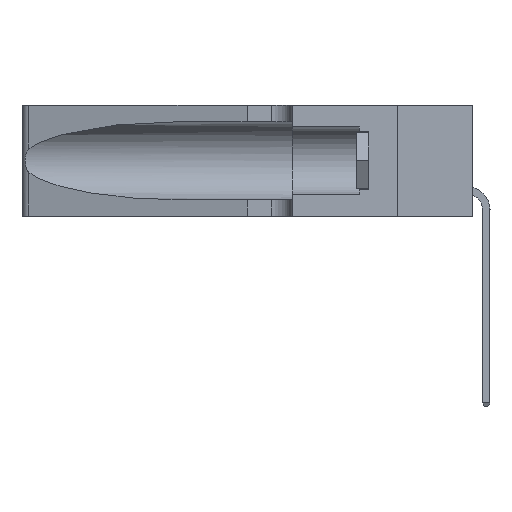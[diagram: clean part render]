
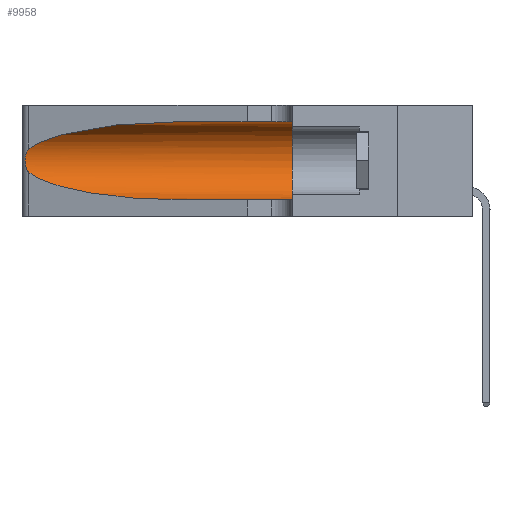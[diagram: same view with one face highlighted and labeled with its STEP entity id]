
A CAD part, left-side view. The second image highlights one B-rep face of the part: STEP entity #9958.
In plain terms, the highlighted cylindrical face has radius 3.308 mm (diameter 6.617 mm), a partial arc.
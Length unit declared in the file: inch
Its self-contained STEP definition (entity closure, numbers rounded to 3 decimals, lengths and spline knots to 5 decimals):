
#1299 = CARTESIAN_POINT ( 'NONE',  ( 0.1305, 0.35, 0.31525 ) ) ;
#1552 = ORIENTED_EDGE ( 'NONE', *, *, #6231, .T. ) ;
#1648 = CIRCLE ( 'NONE', #28810, 0.13025 ) ;
#1684 = VERTEX_POINT ( 'NONE', #10809 ) ;
#2006 = EDGE_CURVE ( 'NONE', #21000, #17678, #18703, .T. ) ;
#2302 = CARTESIAN_POINT ( 'NONE',  ( 0.1305, 1.61858, 0.05475 ) ) ;
#2316 = ORIENTED_EDGE ( 'NONE', *, *, #8509, .F. ) ;
#2851 = DIRECTION ( 'NONE',  ( 0., 0., 1. ) ) ;
#3249 = DIRECTION ( 'NONE',  ( 0., 1., 0. ) ) ;
#3628 = VERTEX_POINT ( 'NONE', #24193 ) ;
#3873 = DIRECTION ( 'NONE',  ( 0., -1., 0. ) ) ;
#4354 = CARTESIAN_POINT ( 'NONE',  ( 0.25787, 1.23484, 0.2124 ) ) ;
#4449 = CARTESIAN_POINT ( 'NONE',  ( 0.26075, 1.23896, 0.19203 ) ) ;
#4657 = CARTESIAN_POINT ( 'NONE',  ( 0.25639, 1.23186, 0.15144 ) ) ;
#5575 = CARTESIAN_POINT ( 'NONE',  ( 0.1305, 0.72297, 0.05475 ) ) ;
#5793 = AXIS2_PLACEMENT_3D ( 'NONE', #26913, #3873, #24976 ) ;
#5794 = CARTESIAN_POINT ( 'NONE',  ( 0.25487, 1.22718, 0.14631 ) ) ;
#5927 = VERTEX_POINT ( 'NONE', #1299 ) ;
#6100 = CARTESIAN_POINT ( 'NONE',  ( 0.2373, 1.15595, 0.08982 ) ) ;
#6231 = EDGE_CURVE ( 'NONE', #17678, #1684, #29907, .T. ) ;
#6814 = CARTESIAN_POINT ( 'NONE',  ( 0.25555, 1.22993, 0.14849 ) ) ;
#7004 = DIRECTION ( 'NONE',  ( 0., -1., 0. ) ) ;
#7106 = FACE_OUTER_BOUND ( 'NONE', #17197, .T. ) ;
#7116 = VERTEX_POINT ( 'NONE', #21790 ) ;
#8461 = EDGE_CURVE ( 'NONE', #7116, #5927, #20214, .T. ) ;
#8509 = EDGE_CURVE ( 'NONE', #5927, #1684, #1648, .T. ) ;
#8810 = CARTESIAN_POINT ( 'NONE',  ( 0.1305, 0.72297, 0.31525 ) ) ;
#8922 = EDGE_CURVE ( 'NONE', #3628, #21000, #12897, .T. ) ;
#9346 = CARTESIAN_POINT ( 'NONE',  ( 0.25487, 1.22718, 0.22369 ) ) ;
#9958 = ADVANCED_FACE ( 'NONE', ( #7106 ), #27478, .F. ) ;
#10809 = CARTESIAN_POINT ( 'NONE',  ( 0.1305, 0.35, 0.05475 ) ) ;
#11328 = VECTOR ( 'NONE', #7004, 39.37008 ) ;
#12897 = B_SPLINE_CURVE_WITH_KNOTS ( 'NONE', 3,
 ( #9346, #27769, #25661, #4354, #16153, #13996, #4449, #22999, #23104, #18691, #29997, #4657, #6814, #25455 ),
 .UNSPECIFIED., .F., .F.,
 ( 4, 2, 2, 2, 2, 2, 4 ),
 ( 0., 0.00027, 0.00053, 0.00107, 0.0016, 0.00187, 0.00214 ),
 .UNSPECIFIED. ) ;
#13105 = CARTESIAN_POINT ( 'NONE',  ( 0.1305, 0.72297, 0.05475 ) ) ;
#13358 = CARTESIAN_POINT ( 'NONE',  ( 0.25487, 1.22718, 0.22369 ) ) ;
#13996 = CARTESIAN_POINT ( 'NONE',  ( 0.26018, 1.23835, 0.19895 ) ) ;
#14202 =( BOUNDED_CURVE ( )  B_SPLINE_CURVE ( 3, ( #8810, #20496, #20096, #13358 ),
 .UNSPECIFIED., .F., .F. ) 
 B_SPLINE_CURVE_WITH_KNOTS ( ( 4, 4 ),
 ( 1.5708, 2.84003 ),
 .UNSPECIFIED. ) 
 CURVE ( )  GEOMETRIC_REPRESENTATION_ITEM ( )  RATIONAL_B_SPLINE_CURVE ( ( 1., 0.87, 0.87, 1. ) ) 
 REPRESENTATION_ITEM ( '' )  );
#14385 = VECTOR ( 'NONE', #28307, 39.37008 ) ;
#16153 = CARTESIAN_POINT ( 'NONE',  ( 0.25854, 1.2359, 0.20912 ) ) ;
#17197 = EDGE_LOOP ( 'NONE', ( #29500, #24638, #24485, #1552, #2316, #20769 ) ) ;
#17678 = VERTEX_POINT ( 'NONE', #5575 ) ;
#18130 = CARTESIAN_POINT ( 'NONE',  ( 0.25487, 1.22718, 0.14631 ) ) ;
#18691 = CARTESIAN_POINT ( 'NONE',  ( 0.25856, 1.23593, 0.16098 ) ) ;
#18703 =( BOUNDED_CURVE ( )  B_SPLINE_CURVE ( 3, ( #5794, #6100, #29109, #13105 ),
 .UNSPECIFIED., .F., .T. ) 
 B_SPLINE_CURVE_WITH_KNOTS ( ( 4, 4 ),
 ( 3.44316, 4.71239 ),
 .UNSPECIFIED. ) 
 CURVE ( )  GEOMETRIC_REPRESENTATION_ITEM ( )  RATIONAL_B_SPLINE_CURVE ( ( 1., 0.87, 0.87, 1. ) ) 
 REPRESENTATION_ITEM ( '' )  );
#19142 = CARTESIAN_POINT ( 'NONE',  ( 0.1305, 0.35, 0.185 ) ) ;
#20096 = CARTESIAN_POINT ( 'NONE',  ( 0.2373, 1.15595, 0.28018 ) ) ;
#20210 = EDGE_CURVE ( 'NONE', #7116, #3628, #14202, .T. ) ;
#20214 = LINE ( 'NONE', #21094, #14385 ) ;
#20496 = CARTESIAN_POINT ( 'NONE',  ( 0.18966, 0.96281, 0.31525 ) ) ;
#20769 = ORIENTED_EDGE ( 'NONE', *, *, #8461, .F. ) ;
#21000 = VERTEX_POINT ( 'NONE', #18130 ) ;
#21094 = CARTESIAN_POINT ( 'NONE',  ( 0.1305, 1.61858, 0.31525 ) ) ;
#21790 = CARTESIAN_POINT ( 'NONE',  ( 0.1305, 0.72297, 0.31525 ) ) ;
#22999 = CARTESIAN_POINT ( 'NONE',  ( 0.26075, 1.23896, 0.178 ) ) ;
#23104 = CARTESIAN_POINT ( 'NONE',  ( 0.26017, 1.23833, 0.17102 ) ) ;
#24193 = CARTESIAN_POINT ( 'NONE',  ( 0.25487, 1.22718, 0.22369 ) ) ;
#24485 = ORIENTED_EDGE ( 'NONE', *, *, #2006, .T. ) ;
#24638 = ORIENTED_EDGE ( 'NONE', *, *, #8922, .T. ) ;
#24976 = DIRECTION ( 'NONE',  ( 0., 0., -1. ) ) ;
#25455 = CARTESIAN_POINT ( 'NONE',  ( 0.25487, 1.22718, 0.14631 ) ) ;
#25661 = CARTESIAN_POINT ( 'NONE',  ( 0.25639, 1.23184, 0.21858 ) ) ;
#26913 = CARTESIAN_POINT ( 'NONE',  ( 0.1305, 1.61858, 0.185 ) ) ;
#27478 = CYLINDRICAL_SURFACE ( 'NONE', #5793, 0.13025 ) ;
#27769 = CARTESIAN_POINT ( 'NONE',  ( 0.25555, 1.22994, 0.2215 ) ) ;
#28307 = DIRECTION ( 'NONE',  ( 0., -1., 0. ) ) ;
#28810 = AXIS2_PLACEMENT_3D ( 'NONE', #19142, #3249, #2851 ) ;
#29109 = CARTESIAN_POINT ( 'NONE',  ( 0.18966, 0.96281, 0.05475 ) ) ;
#29500 = ORIENTED_EDGE ( 'NONE', *, *, #20210, .T. ) ;
#29907 = LINE ( 'NONE', #2302, #11328 ) ;
#29997 = CARTESIAN_POINT ( 'NONE',  ( 0.25789, 1.23486, 0.15765 ) ) ;
